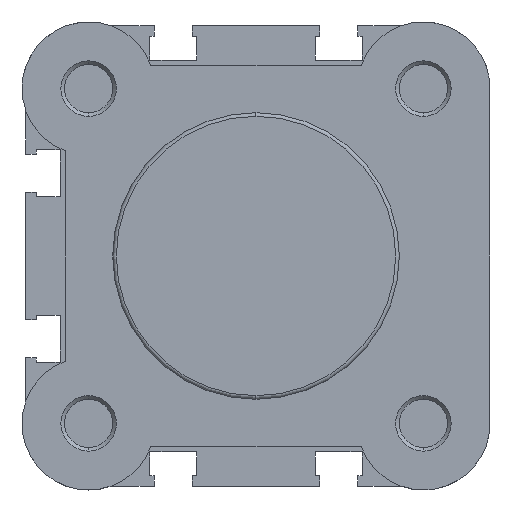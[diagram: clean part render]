
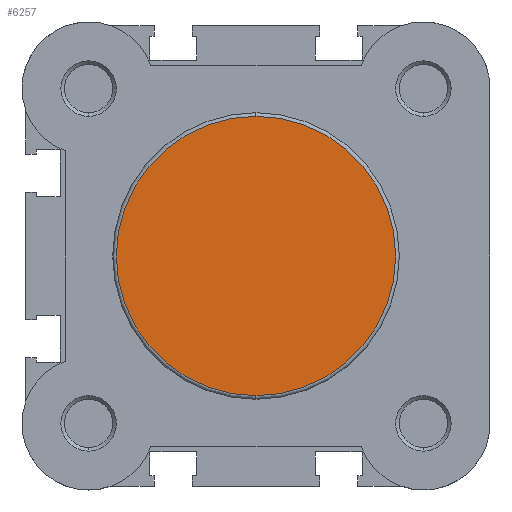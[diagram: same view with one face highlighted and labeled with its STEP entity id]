
A CAD part, left-side view. The second image highlights one B-rep face of the part: STEP entity #6257.
In plain terms, the highlighted planar face has unit normal (-1, 0, 0).
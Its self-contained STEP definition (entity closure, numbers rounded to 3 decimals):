
#939 = CARTESIAN_POINT ( 'NONE',  ( 0., 0., 19.4 ) ) ;
#972 = CARTESIAN_POINT ( 'NONE',  ( 0., 0., -19.4 ) ) ;
#1105 = CARTESIAN_POINT ( 'NONE',  ( 0., 0., 0. ) ) ;
#1107 = DIRECTION ( 'NONE',  ( -1., 0., 0. ) ) ;
#1108 = DIRECTION ( 'NONE',  ( 0., 0., -1. ) ) ;
#1200 = CARTESIAN_POINT ( 'NONE',  ( 0., 19.9, 0. ) ) ;
#1201 = PLANE ( 'NONE',  #5135 ) ;
#1202 = DIRECTION ( 'NONE',  ( 1., 0., 0. ) ) ;
#1203 = DIRECTION ( 'NONE',  ( 0., 0., -1. ) ) ;
#1733 = CIRCLE ( 'NONE', #5099, 19.4 ) ;
#1758 = FACE_OUTER_BOUND ( 'NONE', #3151, .T. ) ;
#3151 = EDGE_LOOP ( 'NONE', ( #3446, #3445 ) ) ;
#3445 = ORIENTED_EDGE ( 'NONE', *, *, #6199, .T. ) ;
#3446 = ORIENTED_EDGE ( 'NONE', *, *, #4626, .T. ) ;
#4626 = EDGE_CURVE ( 'NONE', #5619, #5584, #6145, .T. ) ;
#5003 = AXIS2_PLACEMENT_3D ( 'NONE', #6180, #6457, #5727 ) ;
#5099 = AXIS2_PLACEMENT_3D ( 'NONE', #1105, #1107, #1108 ) ;
#5135 = AXIS2_PLACEMENT_3D ( 'NONE', #1200, #1202, #1203 ) ;
#5584 = VERTEX_POINT ( 'NONE', #939 ) ;
#5619 = VERTEX_POINT ( 'NONE', #972 ) ;
#5727 = DIRECTION ( 'NONE',  ( 0., 0., -1. ) ) ;
#6145 = CIRCLE ( 'NONE', #5003, 19.4 ) ;
#6180 = CARTESIAN_POINT ( 'NONE',  ( 0., 0., 0. ) ) ;
#6199 = EDGE_CURVE ( 'NONE', #5584, #5619, #1733, .T. ) ;
#6257 = ADVANCED_FACE ( 'NONE', ( #1758 ), #1201, .F. ) ;
#6457 = DIRECTION ( 'NONE',  ( -1., 0., 0. ) ) ;
